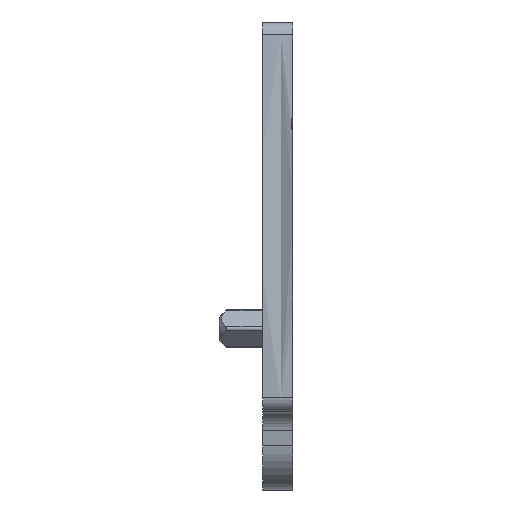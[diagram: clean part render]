
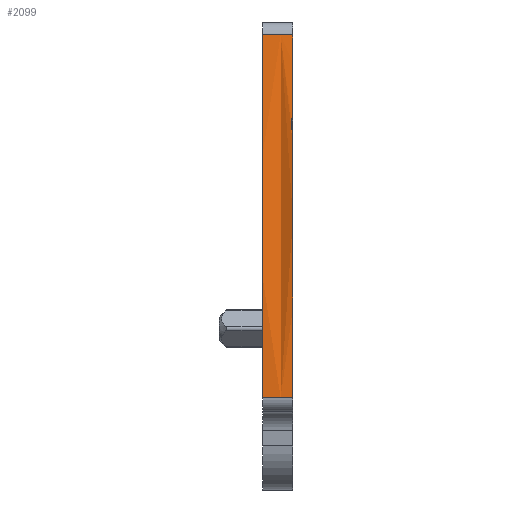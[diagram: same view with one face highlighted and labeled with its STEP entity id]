
A CAD part, front view. The second image highlights one B-rep face of the part: STEP entity #2099.
In plain terms, the highlighted cylindrical face has radius 198.503 mm (diameter 397.006 mm), a partial arc.
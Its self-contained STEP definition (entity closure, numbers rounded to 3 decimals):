
#489=AXIS2_PLACEMENT_3D('Circle Axis2P3D',#487,#488,$) ;
#739=AXIS2_PLACEMENT_3D('Circle Axis2P3D',#737,#738,$) ;
#1192=AXIS2_PLACEMENT_3D('Circle Axis2P3D',#1190,#1191,$) ;
#2066=AXIS2_PLACEMENT_3D('Cylinder Axis2P3D',#2063,#2064,#2065) ;
#2084=AXIS2_PLACEMENT_3D('Circle Axis2P3D',#2082,#2083,$) ;
#484=CARTESIAN_POINT('Vertex',(5.1,0.564,24.95)) ;
#487=CARTESIAN_POINT('Axis2P3D Location',(5.1,198.503,10.)) ;
#491=CARTESIAN_POINT('Vertex',(5.1,0.033,6.382)) ;
#734=CARTESIAN_POINT('Vertex',(5.,0.618,25.65)) ;
#737=CARTESIAN_POINT('Axis2P3D Location',(5.,198.503,10.)) ;
#741=CARTESIAN_POINT('Vertex',(5.,0.564,24.95)) ;
#827=CARTESIAN_POINT('Line Origine',(5.05,0.564,24.95)) ;
#1101=CARTESIAN_POINT('Line Origine',(5.05,0.618,25.65)) ;
#1105=CARTESIAN_POINT('Vertex',(5.1,0.618,25.65)) ;
#1187=CARTESIAN_POINT('Vertex',(5.1,1.163,31.458)) ;
#1190=CARTESIAN_POINT('Axis2P3D Location',(5.1,198.503,10.)) ;
#2035=CARTESIAN_POINT('Line Origine',(4.05,0.033,6.382)) ;
#2039=CARTESIAN_POINT('Vertex',(4.25,0.033,6.382)) ;
#2042=CARTESIAN_POINT('Line Origine',(4.05,0.033,6.382)) ;
#2046=CARTESIAN_POINT('Vertex',(3.,0.033,6.382)) ;
#2063=CARTESIAN_POINT('Axis2P3D Location',(4.05,198.503,10.)) ;
#2068=CARTESIAN_POINT('Line Origine',(4.05,1.163,31.458)) ;
#2072=CARTESIAN_POINT('Vertex',(4.25,1.163,31.458)) ;
#2075=CARTESIAN_POINT('Line Origine',(4.05,1.163,31.458)) ;
#2079=CARTESIAN_POINT('Vertex',(3.,1.163,31.458)) ;
#2082=CARTESIAN_POINT('Axis2P3D Location',(3.,198.503,10.)) ;
#488=DIRECTION('Axis2P3D Direction',(1.,-0.,0.)) ;
#738=DIRECTION('Axis2P3D Direction',(1.,-0.,0.)) ;
#828=DIRECTION('Vector Direction',(-1.,0.,0.)) ;
#1102=DIRECTION('Vector Direction',(-1.,0.,0.)) ;
#1191=DIRECTION('Axis2P3D Direction',(1.,-0.,0.)) ;
#2036=DIRECTION('Vector Direction',(1.,0.,0.)) ;
#2043=DIRECTION('Vector Direction',(1.,0.,0.)) ;
#2064=DIRECTION('Axis2P3D Direction',(1.,-0.,0.)) ;
#2065=DIRECTION('Axis2P3D XDirection',(0.,-0.994,0.108)) ;
#2069=DIRECTION('Vector Direction',(1.,0.,0.)) ;
#2076=DIRECTION('Vector Direction',(1.,0.,0.)) ;
#2083=DIRECTION('Axis2P3D Direction',(1.,-0.,0.)) ;
#829=VECTOR('Line Direction',#828,1.) ;
#1103=VECTOR('Line Direction',#1102,1.) ;
#2037=VECTOR('Line Direction',#2036,1.) ;
#2044=VECTOR('Line Direction',#2043,1.) ;
#2070=VECTOR('Line Direction',#2069,1.) ;
#2077=VECTOR('Line Direction',#2076,1.) ;
#2088=ORIENTED_EDGE('',*,*,#2041,.T.) ;
#2089=ORIENTED_EDGE('',*,*,#493,.F.) ;
#2090=ORIENTED_EDGE('',*,*,#831,.T.) ;
#2091=ORIENTED_EDGE('',*,*,#743,.F.) ;
#2092=ORIENTED_EDGE('',*,*,#1107,.F.) ;
#2093=ORIENTED_EDGE('',*,*,#1194,.F.) ;
#2094=ORIENTED_EDGE('',*,*,#2074,.F.) ;
#2095=ORIENTED_EDGE('',*,*,#2081,.F.) ;
#2096=ORIENTED_EDGE('',*,*,#2086,.F.) ;
#2097=ORIENTED_EDGE('',*,*,#2048,.T.) ;
#2099=ADVANCED_FACE('66436_AEP_PGTB_4_4C-2.CATPart',(#2098),#2067,.T.) ;
#490=CIRCLE('generated circle',#489,198.503) ;
#740=CIRCLE('generated circle',#739,198.503) ;
#1193=CIRCLE('generated circle',#1192,198.503) ;
#2085=CIRCLE('generated circle',#2084,198.503) ;
#2067=CYLINDRICAL_SURFACE('generated cylinder',#2066,198.503) ;
#493=EDGE_CURVE('',#485,#492,#490,.T.) ;
#743=EDGE_CURVE('',#735,#742,#740,.T.) ;
#831=EDGE_CURVE('',#485,#742,#830,.T.) ;
#1107=EDGE_CURVE('',#1106,#735,#1104,.T.) ;
#1194=EDGE_CURVE('',#1188,#1106,#1193,.T.) ;
#2041=EDGE_CURVE('',#2040,#492,#2038,.T.) ;
#2048=EDGE_CURVE('',#2047,#2040,#2045,.T.) ;
#2074=EDGE_CURVE('',#2073,#1188,#2071,.T.) ;
#2081=EDGE_CURVE('',#2080,#2073,#2078,.T.) ;
#2086=EDGE_CURVE('',#2047,#2080,#2085,.F.) ;
#2087=EDGE_LOOP('',(#2088,#2089,#2090,#2091,#2092,#2093,#2094,#2095,#2096,#2097)) ;
#2098=FACE_OUTER_BOUND('',#2087,.T.) ;
#830=LINE('Line',#827,#829) ;
#1104=LINE('Line',#1101,#1103) ;
#2038=LINE('Line',#2035,#2037) ;
#2045=LINE('Line',#2042,#2044) ;
#2071=LINE('Line',#2068,#2070) ;
#2078=LINE('Line',#2075,#2077) ;
#485=VERTEX_POINT('',#484) ;
#492=VERTEX_POINT('',#491) ;
#735=VERTEX_POINT('',#734) ;
#742=VERTEX_POINT('',#741) ;
#1106=VERTEX_POINT('',#1105) ;
#1188=VERTEX_POINT('',#1187) ;
#2040=VERTEX_POINT('',#2039) ;
#2047=VERTEX_POINT('',#2046) ;
#2073=VERTEX_POINT('',#2072) ;
#2080=VERTEX_POINT('',#2079) ;
